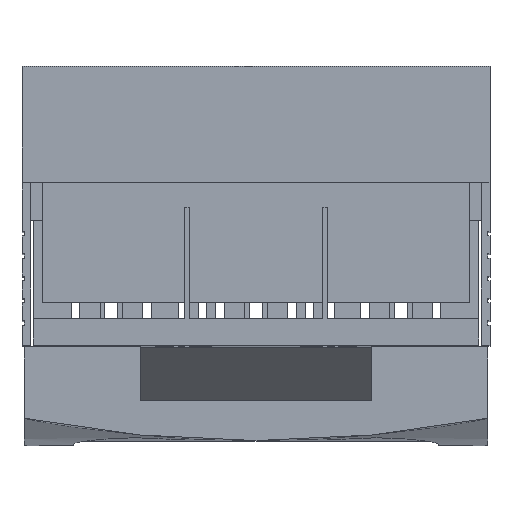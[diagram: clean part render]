
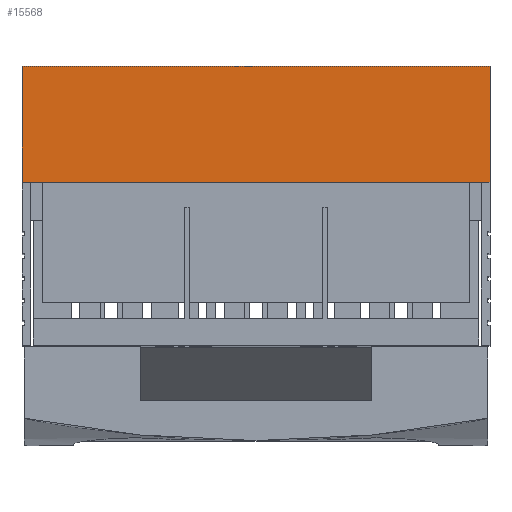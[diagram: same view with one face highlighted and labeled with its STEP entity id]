
A CAD part, top view. The second image highlights one B-rep face of the part: STEP entity #15568.
In plain terms, the highlighted face is planar.
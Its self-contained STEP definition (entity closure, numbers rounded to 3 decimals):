
#678=ORIENTED_EDGE('',*,*,#5123,.T.);
#679=ORIENTED_EDGE('',*,*,#5122,.F.);
#680=ORIENTED_EDGE('',*,*,#5124,.F.);
#681=ORIENTED_EDGE('',*,*,#5083,.T.);
#5083=EDGE_CURVE('',#7325,#7324,#8860,.T.);
#5122=EDGE_CURVE('',#7356,#7355,#8896,.T.);
#5123=EDGE_CURVE('',#7324,#7355,#8897,.T.);
#5124=EDGE_CURVE('',#7325,#7356,#8898,.T.);
#7324=VERTEX_POINT('',#23169);
#7325=VERTEX_POINT('',#23171);
#7355=VERTEX_POINT('',#23243);
#7356=VERTEX_POINT('',#23245);
#8860=LINE('',#23170,#10939);
#8896=LINE('',#23246,#10975);
#8897=LINE('',#23248,#10976);
#8898=LINE('',#23249,#10977);
#10939=VECTOR('',#19100,1000.);
#10975=VECTOR('',#19152,1000.);
#10976=VECTOR('',#19155,1000.);
#10977=VECTOR('',#19156,1000.);
#13003=EDGE_LOOP('',(#678,#679,#680,#681));
#13928=FACE_BOUND('',#13003,.T.);
#14836=PLANE('',#17919);
#15568=ADVANCED_FACE('',(#13928),#14836,.F.);
#17919=AXIS2_PLACEMENT_3D('',#23247,#19153,#19154);
#19100=DIRECTION('',(0.,0.,-1.));
#19152=DIRECTION('',(0.,0.,-1.));
#19153=DIRECTION('',(0.,-1.,0.));
#19154=DIRECTION('',(0.,0.,-1.));
#19155=DIRECTION('',(-1.,0.,0.));
#19156=DIRECTION('',(-1.,0.,0.));
#23169=CARTESIAN_POINT('',(52.,0.,-105.));
#23170=CARTESIAN_POINT('',(52.,0.,105.));
#23171=CARTESIAN_POINT('',(52.,0.,105.));
#23243=CARTESIAN_POINT('',(0.,0.,-105.));
#23245=CARTESIAN_POINT('',(0.,0.,105.));
#23246=CARTESIAN_POINT('',(0.,0.,105.));
#23247=CARTESIAN_POINT('',(52.,0.,105.));
#23248=CARTESIAN_POINT('',(52.,0.,-105.));
#23249=CARTESIAN_POINT('',(52.,0.,105.));
